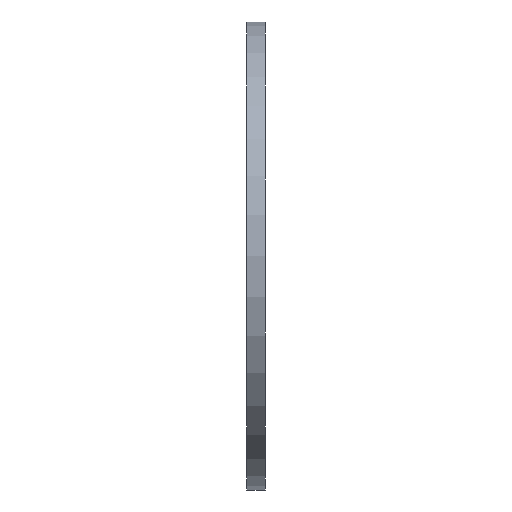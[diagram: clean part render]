
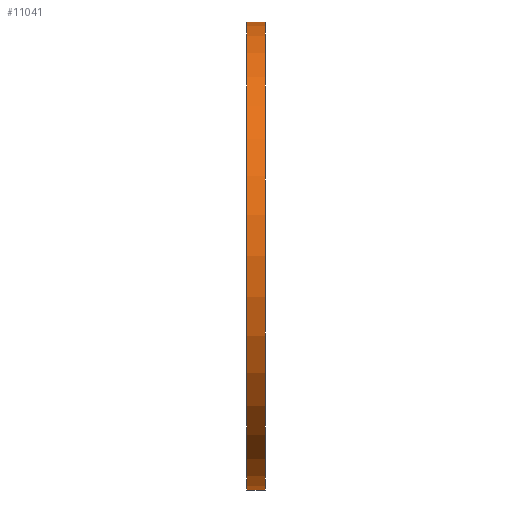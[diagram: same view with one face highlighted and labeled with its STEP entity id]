
A CAD part, left-side view. The second image highlights one B-rep face of the part: STEP entity #11041.
In plain terms, the highlighted cylindrical face has radius 75 mm (diameter 150 mm), a partial arc.
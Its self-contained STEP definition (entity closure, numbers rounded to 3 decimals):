
#97 = CYLINDRICAL_SURFACE ( 'NONE', #10477, 75. ) ;
#367 = DIRECTION ( 'NONE',  ( 0., 1., 0. ) ) ;
#387 = AXIS2_PLACEMENT_3D ( 'NONE', #7361, #8089, #2852 ) ;
#1202 = CARTESIAN_POINT ( 'NONE',  ( 0., 0., -75. ) ) ;
#1249 = CARTESIAN_POINT ( 'NONE',  ( 0., 6., 0. ) ) ;
#1258 = CARTESIAN_POINT ( 'NONE',  ( 0., 6., 75. ) ) ;
#1377 = DIRECTION ( 'NONE',  ( 0., 0., 1. ) ) ;
#1379 = DIRECTION ( 'NONE',  ( 0., -1., 0. ) ) ;
#1488 = VECTOR ( 'NONE', #2147, 1000. ) ;
#2015 = EDGE_CURVE ( 'NONE', #7227, #10020, #3927, .T. ) ;
#2037 = VERTEX_POINT ( 'NONE', #1202 ) ;
#2147 = DIRECTION ( 'NONE',  ( 0., -1., 0. ) ) ;
#2357 = EDGE_LOOP ( 'NONE', ( #2844, #7773, #8854, #11414 ) ) ;
#2380 = DIRECTION ( 'NONE',  ( 0., -1., 0. ) ) ;
#2537 = VECTOR ( 'NONE', #1379, 1000. ) ;
#2844 = ORIENTED_EDGE ( 'NONE', *, *, #2015, .F. ) ;
#2852 = DIRECTION ( 'NONE',  ( 0., 0., 1. ) ) ;
#3693 = FACE_OUTER_BOUND ( 'NONE', #2357, .T. ) ;
#3927 = LINE ( 'NONE', #9526, #1488 ) ;
#5148 = CIRCLE ( 'NONE', #387, 75. ) ;
#5985 = CARTESIAN_POINT ( 'NONE',  ( 0., 0., 75. ) ) ;
#7227 = VERTEX_POINT ( 'NONE', #1258 ) ;
#7361 = CARTESIAN_POINT ( 'NONE',  ( 0., 0., 0. ) ) ;
#7536 = AXIS2_PLACEMENT_3D ( 'NONE', #1249, #367, #1377 ) ;
#7773 = ORIENTED_EDGE ( 'NONE', *, *, #11679, .F. ) ;
#7898 = VERTEX_POINT ( 'NONE', #10381 ) ;
#8089 = DIRECTION ( 'NONE',  ( 0., 1., 0. ) ) ;
#8793 = EDGE_CURVE ( 'NONE', #2037, #10020, #5148, .T. ) ;
#8854 = ORIENTED_EDGE ( 'NONE', *, *, #10646, .T. ) ;
#8869 = LINE ( 'NONE', #10538, #2537 ) ;
#9526 = CARTESIAN_POINT ( 'NONE',  ( 0., 6., 75. ) ) ;
#9721 = CIRCLE ( 'NONE', #7536, 75. ) ;
#10020 = VERTEX_POINT ( 'NONE', #5985 ) ;
#10381 = CARTESIAN_POINT ( 'NONE',  ( 0., 6., -75. ) ) ;
#10477 = AXIS2_PLACEMENT_3D ( 'NONE', #11673, #2380, #10683 ) ;
#10538 = CARTESIAN_POINT ( 'NONE',  ( 0., 6., -75. ) ) ;
#10646 = EDGE_CURVE ( 'NONE', #7898, #2037, #8869, .T. ) ;
#10683 = DIRECTION ( 'NONE',  ( 0., 0., -1. ) ) ;
#11041 = ADVANCED_FACE ( 'NONE', ( #3693 ), #97, .T. ) ;
#11414 = ORIENTED_EDGE ( 'NONE', *, *, #8793, .T. ) ;
#11673 = CARTESIAN_POINT ( 'NONE',  ( 0., 6., 0. ) ) ;
#11679 = EDGE_CURVE ( 'NONE', #7898, #7227, #9721, .T. ) ;
